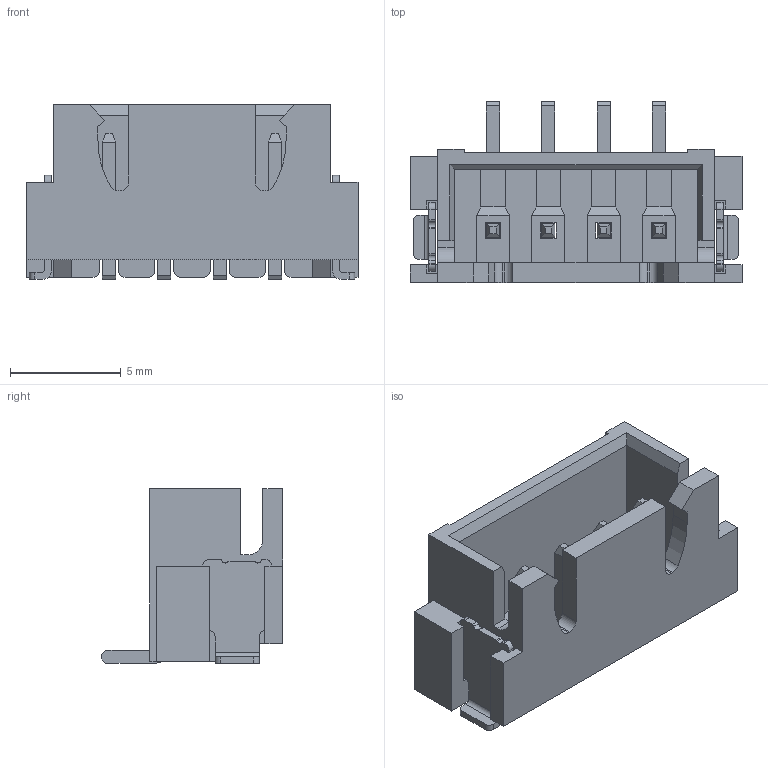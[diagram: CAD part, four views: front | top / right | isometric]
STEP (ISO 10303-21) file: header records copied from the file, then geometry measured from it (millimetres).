
FILE_DESCRIPTION(('STEP AP214'),'1');
FILE_NAME('CONN-SMD_4P-P2.5-AFC25-S04CCA-00.stp','2021-08-18T10:43:39',(' '),(' '),'Spatial InterOp 3D',' ',' ');
FILE_SCHEMA(('AUTOMOTIVE_DESIGN { 1 0 10303 214 1 1 1 1 }'));
Length unit declared in the file: millimetre
Products named in the file (1): 49
Bounding box: 15 x 8.18 x 7.9 mm (x, y, z)
Volume: 263.1 mm3; surface area: 930.3 mm2
Topology: 3 solids, 3 shells, 441 faces, 1260 edges, 816 vertices
Faces by surface type: plane 388, cylinder 53
Entity records: 17681 total; most frequent: ORIENTED_EDGE 2520, CARTESIAN_POINT 2519, DIRECTION 2256, EDGE_CURVE 1260, LINE 1150, VECTOR 1150, VERTEX_POINT 816, AXIS2_PLACEMENT_3D 553
